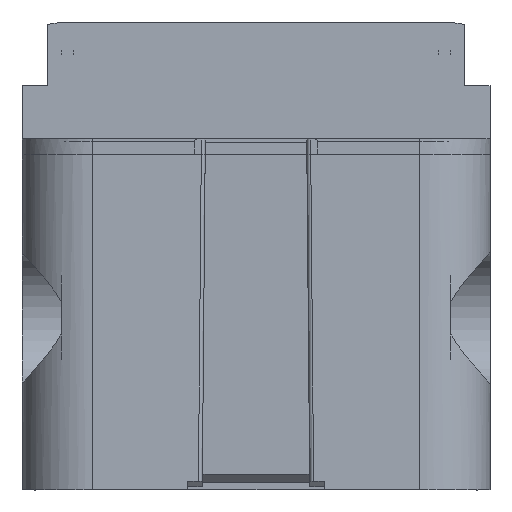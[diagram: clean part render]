
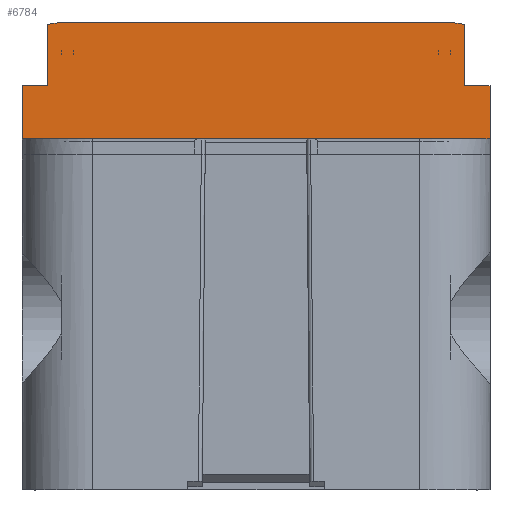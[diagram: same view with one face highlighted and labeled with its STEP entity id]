
A CAD part, front view. The second image highlights one B-rep face of the part: STEP entity #6784.
In plain terms, the highlighted planar face has unit normal (0, -1, 0.012).
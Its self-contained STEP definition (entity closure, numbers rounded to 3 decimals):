
#6659=AXIS2_PLACEMENT_3D('Plane Axis2P3D',#6656,#6657,#6658) ;
#2760=CARTESIAN_POINT('Vertex',(0.887,78.875,21.5)) ;
#2834=CARTESIAN_POINT('Vertex',(29.113,78.875,21.5)) ;
#2837=CARTESIAN_POINT('Line Origine',(15.,78.875,21.5)) ;
#6371=CARTESIAN_POINT('Vertex',(0.816,78.885,22.317)) ;
#6379=CARTESIAN_POINT('Line Origine',(0.852,78.88,21.909)) ;
#6641=CARTESIAN_POINT('Vertex',(29.184,78.885,22.317)) ;
#6644=CARTESIAN_POINT('Line Origine',(29.148,78.88,21.909)) ;
#6656=CARTESIAN_POINT('Axis2P3D Location',(15.001,78.888,22.5)) ;
#6661=CARTESIAN_POINT('Line Origine',(15.001,78.888,22.5)) ;
#6665=CARTESIAN_POINT('Vertex',(29.85,78.888,22.5)) ;
#6667=CARTESIAN_POINT('Vertex',(29.383,78.888,22.5)) ;
#6670=CARTESIAN_POINT('Line Origine',(15.001,78.888,22.5)) ;
#6674=CARTESIAN_POINT('Vertex',(30.,78.888,22.5)) ;
#6678=CARTESIAN_POINT('Control Point',(30.,78.888,22.5)) ;
#6679=CARTESIAN_POINT('Control Point',(30.,78.929,25.9)) ;
#6680=CARTESIAN_POINT('Vertex',(30.,78.929,25.9)) ;
#6683=CARTESIAN_POINT('Line Origine',(15.001,78.929,25.9)) ;
#6687=CARTESIAN_POINT('Vertex',(28.35,78.929,25.9)) ;
#6690=CARTESIAN_POINT('Line Origine',(28.35,78.927,25.75)) ;
#6694=CARTESIAN_POINT('Vertex',(28.35,78.977,29.842)) ;
#6698=CARTESIAN_POINT('Control Point',(28.35,78.977,29.842)) ;
#6699=CARTESIAN_POINT('Control Point',(27.35,78.979,30.)) ;
#6700=CARTESIAN_POINT('Vertex',(27.35,78.979,30.)) ;
#6703=CARTESIAN_POINT('Line Origine',(15.001,78.979,30.)) ;
#6707=CARTESIAN_POINT('Vertex',(2.65,78.979,30.)) ;
#6711=CARTESIAN_POINT('Control Point',(1.65,78.977,29.842)) ;
#6712=CARTESIAN_POINT('Control Point',(2.65,78.979,30.)) ;
#6713=CARTESIAN_POINT('Vertex',(1.65,78.977,29.842)) ;
#6716=CARTESIAN_POINT('Line Origine',(1.65,78.927,25.75)) ;
#6720=CARTESIAN_POINT('Vertex',(1.65,78.929,25.9)) ;
#6723=CARTESIAN_POINT('Line Origine',(15.001,78.929,25.9)) ;
#6727=CARTESIAN_POINT('Vertex',(0.,78.929,25.9)) ;
#6731=CARTESIAN_POINT('Control Point',(0.,78.888,22.5)) ;
#6732=CARTESIAN_POINT('Control Point',(0.,78.929,25.9)) ;
#6733=CARTESIAN_POINT('Vertex',(0.,78.888,22.5)) ;
#6736=CARTESIAN_POINT('Line Origine',(15.001,78.888,22.5)) ;
#6740=CARTESIAN_POINT('Vertex',(0.15,78.888,22.5)) ;
#6743=CARTESIAN_POINT('Line Origine',(15.001,78.888,22.5)) ;
#6747=CARTESIAN_POINT('Vertex',(0.617,78.888,22.5)) ;
#6751=CARTESIAN_POINT('Control Point',(0.617,78.888,22.5)) ;
#6752=CARTESIAN_POINT('Control Point',(0.687,78.888,22.5)) ;
#6753=CARTESIAN_POINT('Control Point',(0.768,78.887,22.465)) ;
#6754=CARTESIAN_POINT('Control Point',(0.81,78.886,22.388)) ;
#6755=CARTESIAN_POINT('Control Point',(0.816,78.885,22.317)) ;
#6758=CARTESIAN_POINT('Control Point',(29.184,78.885,22.317)) ;
#6759=CARTESIAN_POINT('Control Point',(29.19,78.886,22.388)) ;
#6760=CARTESIAN_POINT('Control Point',(29.232,78.887,22.465)) ;
#6761=CARTESIAN_POINT('Control Point',(29.313,78.888,22.5)) ;
#6762=CARTESIAN_POINT('Control Point',(29.383,78.888,22.5)) ;
#2838=DIRECTION('Vector Direction',(1.,0.,0.)) ;
#6380=DIRECTION('Vector Direction',(-0.087,0.012,0.996)) ;
#6645=DIRECTION('Vector Direction',(0.087,0.012,0.996)) ;
#6657=DIRECTION('Axis2P3D Direction',(0.,-1.,0.012)) ;
#6658=DIRECTION('Axis2P3D XDirection',(-1.,0.,0.)) ;
#6662=DIRECTION('Vector Direction',(-1.,0.,0.)) ;
#6671=DIRECTION('Vector Direction',(-1.,0.,0.)) ;
#6684=DIRECTION('Vector Direction',(-1.,0.,0.)) ;
#6691=DIRECTION('Vector Direction',(0.,-0.012,-1.)) ;
#6704=DIRECTION('Vector Direction',(-1.,0.,0.)) ;
#6717=DIRECTION('Vector Direction',(0.,-0.012,-1.)) ;
#6724=DIRECTION('Vector Direction',(-1.,0.,0.)) ;
#6737=DIRECTION('Vector Direction',(-1.,0.,0.)) ;
#6744=DIRECTION('Vector Direction',(-1.,0.,0.)) ;
#2839=VECTOR('Line Direction',#2838,1.) ;
#6381=VECTOR('Line Direction',#6380,1.) ;
#6646=VECTOR('Line Direction',#6645,1.) ;
#6663=VECTOR('Line Direction',#6662,1.) ;
#6672=VECTOR('Line Direction',#6671,1.) ;
#6685=VECTOR('Line Direction',#6684,1.) ;
#6692=VECTOR('Line Direction',#6691,1.) ;
#6705=VECTOR('Line Direction',#6704,1.) ;
#6718=VECTOR('Line Direction',#6717,1.) ;
#6725=VECTOR('Line Direction',#6724,1.) ;
#6738=VECTOR('Line Direction',#6737,1.) ;
#6745=VECTOR('Line Direction',#6744,1.) ;
#6765=ORIENTED_EDGE('',*,*,#6669,.F.) ;
#6766=ORIENTED_EDGE('',*,*,#6676,.F.) ;
#6767=ORIENTED_EDGE('',*,*,#6682,.F.) ;
#6768=ORIENTED_EDGE('',*,*,#6689,.F.) ;
#6769=ORIENTED_EDGE('',*,*,#6696,.F.) ;
#6770=ORIENTED_EDGE('',*,*,#6702,.F.) ;
#6771=ORIENTED_EDGE('',*,*,#6709,.F.) ;
#6772=ORIENTED_EDGE('',*,*,#6715,.F.) ;
#6773=ORIENTED_EDGE('',*,*,#6722,.F.) ;
#6774=ORIENTED_EDGE('',*,*,#6729,.F.) ;
#6775=ORIENTED_EDGE('',*,*,#6735,.F.) ;
#6776=ORIENTED_EDGE('',*,*,#6742,.F.) ;
#6777=ORIENTED_EDGE('',*,*,#6749,.F.) ;
#6778=ORIENTED_EDGE('',*,*,#6756,.F.) ;
#6779=ORIENTED_EDGE('',*,*,#6383,.F.) ;
#6780=ORIENTED_EDGE('',*,*,#2841,.F.) ;
#6781=ORIENTED_EDGE('',*,*,#6648,.F.) ;
#6782=ORIENTED_EDGE('',*,*,#6763,.F.) ;
#6784=ADVANCED_FACE('Hauptkoerper',(#6783),#6660,.T.) ;
#6677=B_SPLINE_CURVE_WITH_KNOTS('',1,(#6678,#6679),.UNSPECIFIED.,.F.,.U.,(2,2),(-1.7,1.7),.UNSPECIFIED.) ;
#6697=B_SPLINE_CURVE_WITH_KNOTS('',1,(#6698,#6699),.UNSPECIFIED.,.F.,.U.,(2,2),(-0.507,0.505),.UNSPECIFIED.) ;
#6710=B_SPLINE_CURVE_WITH_KNOTS('',1,(#6711,#6712),.UNSPECIFIED.,.F.,.U.,(2,2),(-0.506,0.506),.UNSPECIFIED.) ;
#6730=B_SPLINE_CURVE_WITH_KNOTS('',1,(#6731,#6732),.UNSPECIFIED.,.F.,.U.,(2,2),(-1.7,1.7),.UNSPECIFIED.) ;
#6750=B_SPLINE_CURVE_WITH_KNOTS('',4,(#6751,#6752,#6753,#6754,#6755),.UNSPECIFIED.,.F.,.U.,(5,5),(0.,0.419),.UNSPECIFIED.) ;
#6757=B_SPLINE_CURVE_WITH_KNOTS('',4,(#6758,#6759,#6760,#6761,#6762),.UNSPECIFIED.,.F.,.U.,(5,5),(0.,0.419),.UNSPECIFIED.) ;
#2841=EDGE_CURVE('',#2835,#2761,#2840,.F.) ;
#6383=EDGE_CURVE('',#2761,#6372,#6382,.T.) ;
#6648=EDGE_CURVE('',#6642,#2835,#6647,.F.) ;
#6669=EDGE_CURVE('',#6666,#6668,#6664,.T.) ;
#6676=EDGE_CURVE('',#6675,#6666,#6673,.T.) ;
#6682=EDGE_CURVE('',#6681,#6675,#6677,.F.) ;
#6689=EDGE_CURVE('',#6688,#6681,#6686,.F.) ;
#6696=EDGE_CURVE('',#6695,#6688,#6693,.T.) ;
#6702=EDGE_CURVE('',#6701,#6695,#6697,.F.) ;
#6709=EDGE_CURVE('',#6708,#6701,#6706,.F.) ;
#6715=EDGE_CURVE('',#6714,#6708,#6710,.T.) ;
#6722=EDGE_CURVE('',#6721,#6714,#6719,.F.) ;
#6729=EDGE_CURVE('',#6728,#6721,#6726,.F.) ;
#6735=EDGE_CURVE('',#6734,#6728,#6730,.T.) ;
#6742=EDGE_CURVE('',#6741,#6734,#6739,.T.) ;
#6749=EDGE_CURVE('',#6748,#6741,#6746,.T.) ;
#6756=EDGE_CURVE('',#6372,#6748,#6750,.F.) ;
#6763=EDGE_CURVE('',#6668,#6642,#6757,.F.) ;
#6764=EDGE_LOOP('',(#6765,#6766,#6767,#6768,#6769,#6770,#6771,#6772,#6773,#6774,#6775,#6776,#6777,#6778,#6779,#6780,#6781,#6782)) ;
#6783=FACE_OUTER_BOUND('',#6764,.T.) ;
#2840=LINE('Line',#2837,#2839) ;
#6382=LINE('Line',#6379,#6381) ;
#6647=LINE('Line',#6644,#6646) ;
#6664=LINE('Line',#6661,#6663) ;
#6673=LINE('Line',#6670,#6672) ;
#6686=LINE('Line',#6683,#6685) ;
#6693=LINE('Line',#6690,#6692) ;
#6706=LINE('Line',#6703,#6705) ;
#6719=LINE('Line',#6716,#6718) ;
#6726=LINE('Line',#6723,#6725) ;
#6739=LINE('Line',#6736,#6738) ;
#6746=LINE('Line',#6743,#6745) ;
#6660=PLANE('',#6659) ;
#2761=VERTEX_POINT('',#2760) ;
#2835=VERTEX_POINT('',#2834) ;
#6372=VERTEX_POINT('',#6371) ;
#6642=VERTEX_POINT('',#6641) ;
#6666=VERTEX_POINT('',#6665) ;
#6668=VERTEX_POINT('',#6667) ;
#6675=VERTEX_POINT('',#6674) ;
#6681=VERTEX_POINT('',#6680) ;
#6688=VERTEX_POINT('',#6687) ;
#6695=VERTEX_POINT('',#6694) ;
#6701=VERTEX_POINT('',#6700) ;
#6708=VERTEX_POINT('',#6707) ;
#6714=VERTEX_POINT('',#6713) ;
#6721=VERTEX_POINT('',#6720) ;
#6728=VERTEX_POINT('',#6727) ;
#6734=VERTEX_POINT('',#6733) ;
#6741=VERTEX_POINT('',#6740) ;
#6748=VERTEX_POINT('',#6747) ;
